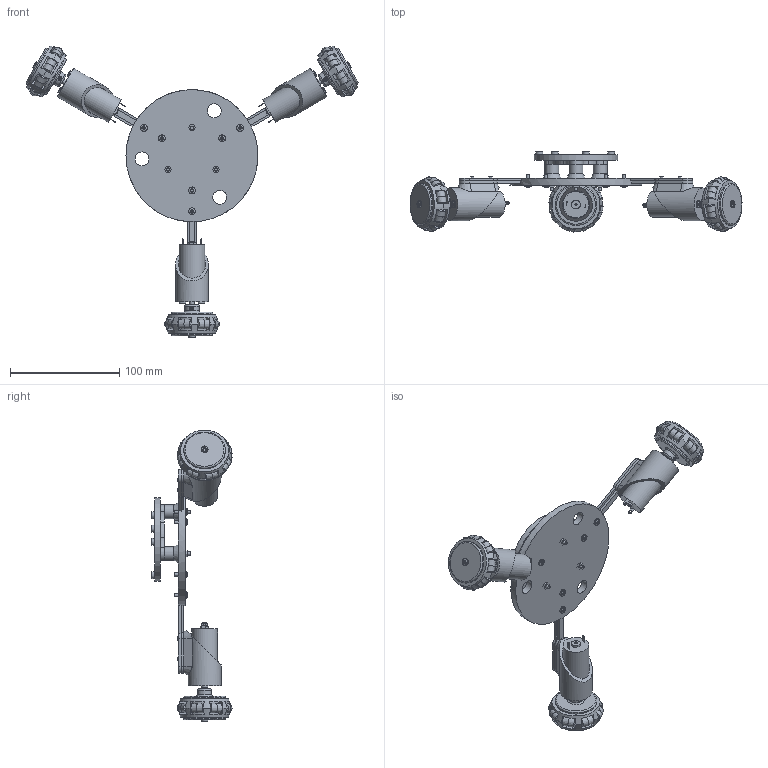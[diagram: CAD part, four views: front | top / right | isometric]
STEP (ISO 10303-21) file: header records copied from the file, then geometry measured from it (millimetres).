
FILE_DESCRIPTION(/* description */ (''),/* implementation_level */ '2;1');
FILE_NAME(/* name */ 'Full Chassis with Arduino, Gyro, 1 inch Arms, and Konylak Wheels.iam.stp',/* time_stamp */ '2014-02-16T18:43:19-05:00',/* author */ ('Spooner'),/* organization */ (''),/* preprocessor_version */ 'ST-DEVELOPER v15.2',/* originating_system */ 'Autodesk Inventor 2014',/* authorisation */ '');
FILE_SCHEMA (('AUTOMOTIVE_DESIGN { 1 0 10303 214 3 1 1 }'));
Length unit declared in the file: inch
Products named in the file (24): Arduino Mount; Body; Gyro Mount; Offset; JIS B 1111 - M3x30(1); JIS B 1181 - B M3; Main Body with Arduino and Gyro Mounts; JIS B 1111 - M3x10(1); Motor Mount Arm (1 inch); Motor Mount; Motor Body; Motor Shaft; Motor; JIS B 1111 - M3x5(1); Kornylak- Half Wheel; Kornylak- Roller; Kornylak Wheel; Kornylak Wheel Hub - Motor Side; Kornylak Wheel Hub - Out Side; JIS B 1111 - M3x20(1); Kornylak Wheel with Hub; JIS B 1177 Flat Point - M4 x 5; Full Motor Arm (1 inch) with Kornylak Wheel; Full Chassis with Arduino, Gyro, 1 inch Arms, and Konylak Wheels
Bounding box: 303.45 x 73.15 x 266.59 mm (x, y, z)
Volume: 297761.7 mm3; surface area: 168208.5 mm2
Topology: 99 solids, 99 shells, 2445 faces, 6036 edges, 3899 vertices
Faces by surface type: plane 1474, cylinder 575, cone 336, torus 36, bspline 24
Full cylindrical faces by diameter (mm): 1.27 x48, 1.981 x3, 2.459 x18, 2.464 x12, 2.5 x24, 3 x24, 3.035 x9, 3.048 x39, 3.15 x6, 3.429 x3, 3.683 x3, 3.81 x3, 3.861 x3, 4 x3, 4.699 x6, 4.724 x6, 5.893 x6, 6.096 x3, 6.35 x4, 6.807 x3, 6.858 x3, 9.474 x6, 9.779 x6, 12.7 x6, 13.106 x3, 19.304 x6, 23.724 x3, 24.587 x3, 25.019 x3, 27.051 x6
Entity records: 18180 total; most frequent: CARTESIAN_POINT 3599, DIRECTION 3016, ORIENTED_EDGE 2678, EDGE_CURVE 1339, AXIS2_PLACEMENT_3D 1134, VERTEX_POINT 939, EDGE_LOOP 842, LINE 748
